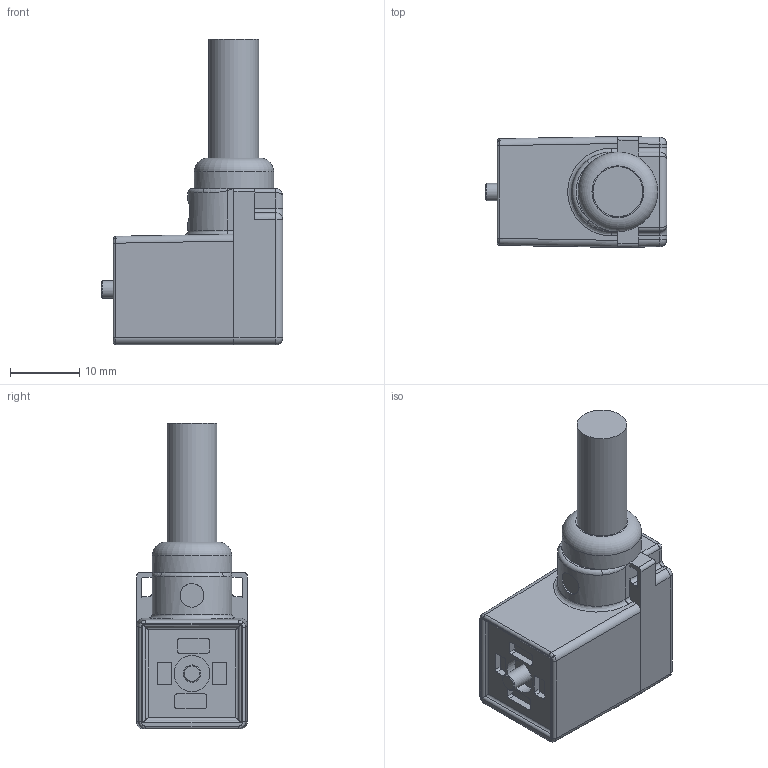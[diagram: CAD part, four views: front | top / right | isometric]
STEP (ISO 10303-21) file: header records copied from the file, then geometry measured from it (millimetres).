
FILE_DESCRIPTION(/* description */ (''),/* implementation_level */ '2;1');
FILE_NAME(/* name */ '5017013_VC21-230.0.stp',/* time_stamp */ '2016-11-10T09:26:23+01:00',/* author */ (''),/* organization */ (''),/* preprocessor_version */ 'ST-DEVELOPER v16',/* originating_system */ 'SIEMENS PLM Software NX 10.0',/* authorisation */ '');
FILE_SCHEMA (('AUTOMOTIVE_DESIGN { 1 0 10303 214 3 1 1 1 }'));
Length unit declared in the file: millimetre
Products named in the file (1): 5017013_VC21-230.0
Bounding box: 26.2 x 16 x 44.2 mm (x, y, z)
Volume: 8013.1 mm3; surface area: 3116.4 mm2
Topology: 1 solids, 1 shells, 171 faces, 433 edges, 260 vertices
Faces by surface type: plane 75, cylinder 63, bspline 17, sphere 10, torus 4, cone 2
Full cylindrical faces by diameter (mm): 2.5 x1, 3.4 x1, 5.2 x1, 6 x1, 7.2 x1, 11.5 x1
Entity records: 5233 total; most frequent: CARTESIAN_POINT 1180, DIRECTION 876, ORIENTED_EDGE 816, EDGE_CURVE 408, AXIS2_PLACEMENT_3D 324, VERTEX_POINT 256, LINE 228, VECTOR 228
